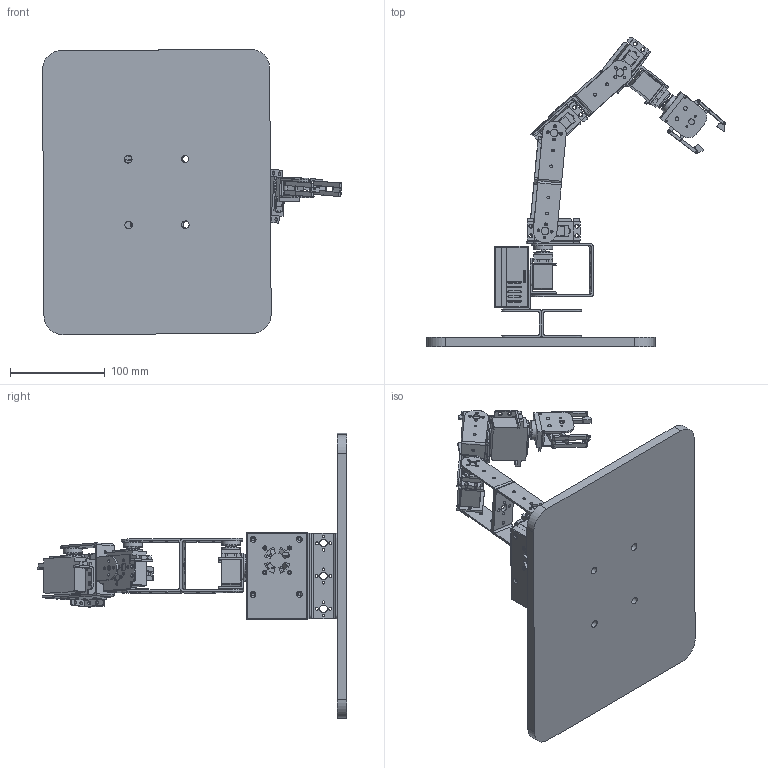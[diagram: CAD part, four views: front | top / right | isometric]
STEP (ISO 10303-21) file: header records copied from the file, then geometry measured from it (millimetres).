
FILE_DESCRIPTION(/* description */ (''),/* implementation_level */ '2;1');
FILE_NAME(/* name */ '6 axes robot arm prototype v1.step',/* time_stamp */ '2023-04-16T23:35:59+06:00',/* author */ (''),/* organization */ (''),/* preprocessor_version */ 'ST-DEVELOPER v19.2',/* originating_system */ 'Autodesk Translation Framework v12.4.0.73',/* authorisation */ '');
FILE_SCHEMA (('AUTOMOTIVE_DESIGN { 1 0 10303 214 3 1 1 }'));
Length unit declared in the file: millimetre
Products named in the file (29): 6 axes robot arm prototype; bras robot grab.STEP; Product2.stp.STEP; enclosure bottom.stp.STEP; Raspberry pi 3B+ simplified.stp.STEP; heatsink1.stp.STEP; heatsink2.stp.STEP; M3x20 spacer.stp.STEP; enclosure top.stp.STEP; fan.stp.STEP; Product1.stp.STEP; base.stp.STEP; mini arbre.stp.STEP; arbre1.stp.STEP; gripper3_Varsay_lan.stp.STEP; gripper4.stp.STEP; gripper5_Varsay_lan.stp.STEP; base2.stp.STEP; L U Beam.stp.STEP; large L.stp.STEP; LonG H.stp.STEP; part1.stp.STEP; Large U Bracket.stp.STEP; M Bracket.stp.STEP; Servo.stp.STEP; tete du servo mtr.stp.STEP; Part27.stp.STEP; base g.stp.STEP; corner.stp.STEP
Assembly tree (56 placements, depth 4):
  6 axes robot arm prototype
    bras robot grab.STEP
      Product2.stp.STEP
        enclosure bottom.stp.STEP
        Raspberry pi 3B+ simplified.stp.STEP
        heatsink1.stp.STEP
        heatsink2.stp.STEP
        M3x20 spacer.stp.STEP  x4
        enclosure top.stp.STEP
        fan.stp.STEP
      Product1.stp.STEP
        base.stp.STEP
        mini arbre.stp.STEP  x2
        arbre1.stp.STEP  x4
        part1.stp.STEP  x2
        gripper3_Varsay_lan.stp.STEP  x2
        gripper4.stp.STEP  x4
        gripper5_Varsay_lan.stp.STEP  x2
        base2.stp.STEP
      L U Beam.stp.STEP  x2
      large L.stp.STEP
      M Bracket.stp.STEP  x5
      Servo.stp.STEP  x5
      tete du servo mtr.stp.STEP  x5
      Large U Bracket.stp.STEP  x2
      LonG H.stp.STEP
      part1.stp.STEP
      Part27.stp.STEP
      base g.stp.STEP
      corner.stp.STEP
Bounding box: 315.85 x 327.11 x 301.2 mm (x, y, z)
Volume: 1082201 mm3; surface area: 407396.5 mm2
Topology: 53 solids, 53 shells, 1854 faces, 4922 edges, 3234 vertices
Faces by surface type: plane 1022, cylinder 801, torus 14, cone 9, sphere 8
Full cylindrical faces by diameter (mm): 1.1 x2, 1.5 x12, 2 x20, 2.1 x6, 2.6 x4, 2.8 x5, 3 x331, 3.4 x4, 4 x54, 4.5 x1, 4.619 x4, 5.132 x1, 6 x1, 6.6 x1, 8 x55, 10 x1, 13.891 x5, 20 x5, 28 x1
Entity records: 35626 total; most frequent: DIRECTION 6039, CARTESIAN_POINT 5952, ORIENTED_EDGE 5720, EDGE_CURVE 2860, AXIS2_PLACEMENT_3D 2021, LINE 1997, VECTOR 1997, VERTEX_POINT 1878
